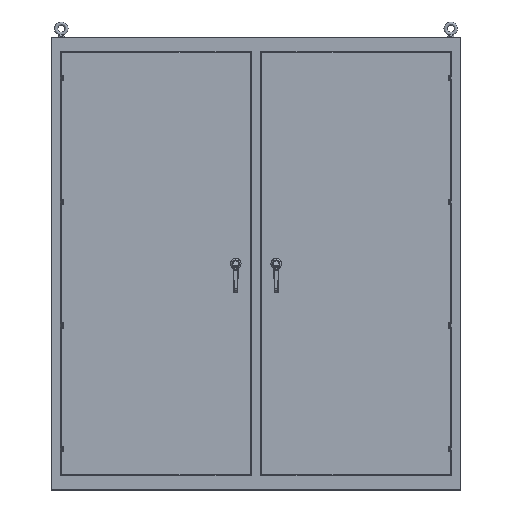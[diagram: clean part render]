
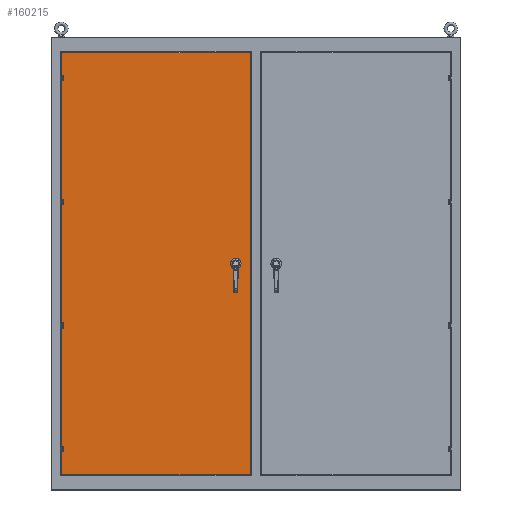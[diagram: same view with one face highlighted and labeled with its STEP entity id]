
A CAD part, top view. The second image highlights one B-rep face of the part: STEP entity #160215.
In plain terms, the highlighted planar face has unit normal (0, 0, 1).
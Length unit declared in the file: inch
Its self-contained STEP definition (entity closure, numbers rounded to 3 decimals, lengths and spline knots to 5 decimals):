
#15715 = PLANE ( 'NONE',  #119542 ) ;
#17786 = ORIENTED_EDGE ( 'NONE', *, *, #64626, .F. ) ;
#31089 = VECTOR ( 'NONE', #255457, 39.37008 ) ;
#35932 = LINE ( 'NONE', #253683, #31089 ) ;
#41899 = LINE ( 'NONE', #90596, #346922 ) ;
#49583 = CARTESIAN_POINT ( 'NONE',  ( -3.62156, 0., 10.058 ) ) ;
#64626 = EDGE_CURVE ( 'NONE', #347507, #303304, #119513, .T. ) ;
#64660 = ORIENTED_EDGE ( 'NONE', *, *, #250425, .F. ) ;
#79167 = CARTESIAN_POINT ( 'NONE',  ( -36.98711, 40.1122, 10.058 ) ) ;
#88568 = CARTESIAN_POINT ( 'NONE',  ( -36.98711, -40.1122, 10.058 ) ) ;
#90596 = CARTESIAN_POINT ( 'NONE',  ( -19.0312, -40.1122, 10.058 ) ) ;
#94903 = DIRECTION ( 'NONE',  ( -1., 0., 0. ) ) ;
#100368 = AXIS2_PLACEMENT_3D ( 'NONE', #182669, #315908, #319449 ) ;
#107066 = CARTESIAN_POINT ( 'NONE',  ( -1.0753, 40.1122, 10.058 ) ) ;
#119513 = LINE ( 'NONE', #220900, #255533 ) ;
#119542 = AXIS2_PLACEMENT_3D ( 'NONE', #125412, #235211, #94903 ) ;
#125412 = CARTESIAN_POINT ( 'NONE',  ( -19.0312, 0., 10.058 ) ) ;
#146323 = DIRECTION ( 'NONE',  ( -1., 0., 0. ) ) ;
#160215 = ADVANCED_FACE ( 'NONE', ( #316194, #262207 ), #15715, .F. ) ;
#182669 = CARTESIAN_POINT ( 'NONE',  ( -3.84301, 0., 10.058 ) ) ;
#187582 = VERTEX_POINT ( 'NONE', #88568 ) ;
#188262 = EDGE_CURVE ( 'NONE', #187582, #328770, #35932, .T. ) ;
#200205 = ORIENTED_EDGE ( 'NONE', *, *, #188262, .F. ) ;
#208048 = VERTEX_POINT ( 'NONE', #49583 ) ;
#220900 = CARTESIAN_POINT ( 'NONE',  ( -1.0753, 0., 10.058 ) ) ;
#221437 = EDGE_CURVE ( 'NONE', #303304, #187582, #41899, .T. ) ;
#226142 = CARTESIAN_POINT ( 'NONE',  ( -19.0312, 40.1122, 10.058 ) ) ;
#235211 = DIRECTION ( 'NONE',  ( 0., 0., -1. ) ) ;
#246978 = VECTOR ( 'NONE', #335846, 39.37008 ) ;
#250425 = EDGE_CURVE ( 'NONE', #208048, #208048, #318707, .T. ) ;
#253683 = CARTESIAN_POINT ( 'NONE',  ( -36.98711, 0., 10.058 ) ) ;
#255457 = DIRECTION ( 'NONE',  ( 0., 1., 0. ) ) ;
#255533 = VECTOR ( 'NONE', #308465, 39.37008 ) ;
#260202 = LINE ( 'NONE', #226142, #246978 ) ;
#262207 = FACE_BOUND ( 'NONE', #297567, .T. ) ;
#297567 = EDGE_LOOP ( 'NONE', ( #64660 ) ) ;
#299527 = EDGE_CURVE ( 'NONE', #328770, #347507, #260202, .T. ) ;
#303304 = VERTEX_POINT ( 'NONE', #325609 ) ;
#308465 = DIRECTION ( 'NONE',  ( 0., -1., 0. ) ) ;
#315908 = DIRECTION ( 'NONE',  ( 0., 0., 1. ) ) ;
#316194 = FACE_OUTER_BOUND ( 'NONE', #343218, .T. ) ;
#318707 = CIRCLE ( 'NONE', #100368, 0.22146 ) ;
#319449 = DIRECTION ( 'NONE',  ( 1., 0., 0. ) ) ;
#323172 = ORIENTED_EDGE ( 'NONE', *, *, #221437, .F. ) ;
#325609 = CARTESIAN_POINT ( 'NONE',  ( -1.0753, -40.1122, 10.058 ) ) ;
#328770 = VERTEX_POINT ( 'NONE', #79167 ) ;
#331129 = ORIENTED_EDGE ( 'NONE', *, *, #299527, .F. ) ;
#335846 = DIRECTION ( 'NONE',  ( 1., 0., 0. ) ) ;
#343218 = EDGE_LOOP ( 'NONE', ( #323172, #17786, #331129, #200205 ) ) ;
#346922 = VECTOR ( 'NONE', #146323, 39.37008 ) ;
#347507 = VERTEX_POINT ( 'NONE', #107066 ) ;
